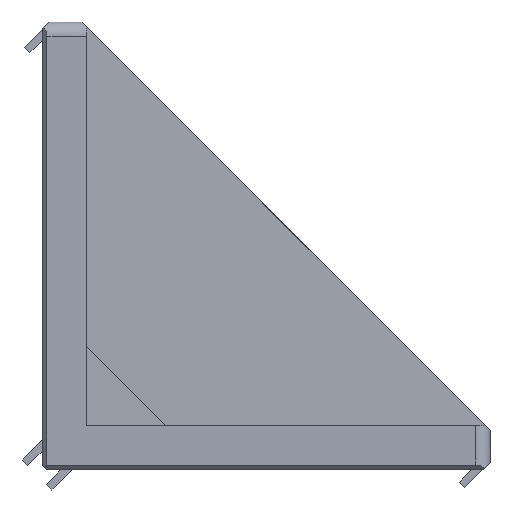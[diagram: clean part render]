
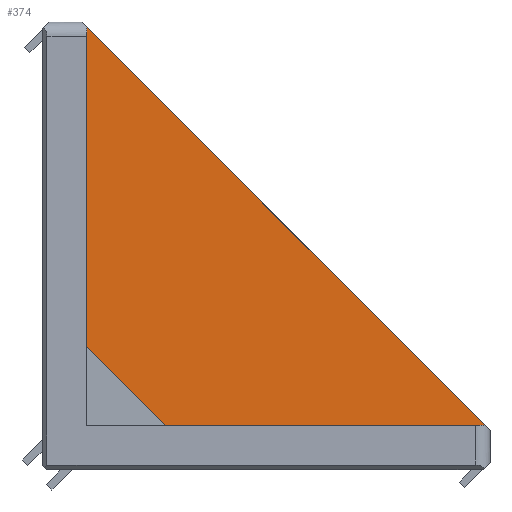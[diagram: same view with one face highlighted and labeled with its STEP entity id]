
A CAD part, left-side view. The second image highlights one B-rep face of the part: STEP entity #374.
In plain terms, the highlighted planar face has unit normal (-1, -0.006, 0.006).
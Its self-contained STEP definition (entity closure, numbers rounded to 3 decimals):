
#374=ADVANCED_FACE('',(#891),#892,.F.);
#891=FACE_OUTER_BOUND('',#1528,.T.);
#892=PLANE('',#1529);
#1528=EDGE_LOOP('',(#2714,#2715,#2716));
#1529=AXIS2_PLACEMENT_3D('',#2717,#2718,#2719);
#2714=ORIENTED_EDGE('',*,*,#4251,.F.);
#2715=ORIENTED_EDGE('',*,*,#4213,.F.);
#2716=ORIENTED_EDGE('',*,*,#3911,.T.);
#2717=CARTESIAN_POINT('',(18.0,-53.45,51.05));
#2718=DIRECTION('',(1.,0.006,-0.006));
#2719=DIRECTION('',(0.0,-0.707,-0.707));
#3911=EDGE_CURVE('',#4720,#4721,#4722,.T.);
#4213=EDGE_CURVE('',#4720,#5219,#5220,.T.);
#4251=EDGE_CURVE('',#5219,#4721,#5271,.T.);
#4720=VERTEX_POINT('',#5886);
#4721=VERTEX_POINT('',#5887);
#4722=LINE('',#5888,#5889);
#5219=VERTEX_POINT('',#6631);
#5220=LINE('',#6632,#6633);
#5271=LINE('',#6705,#6706);
#5886=CARTESIAN_POINT('',(17.472,-9.5,9.5));
#5887=CARTESIAN_POINT('',(18.0,-95.0,9.5));
#5888=CARTESIAN_POINT('',(17.472,-9.5,9.5));
#5889=VECTOR('',#7489,85.502);
#6631=CARTESIAN_POINT('',(18.0,-9.5,95.0));
#6632=CARTESIAN_POINT('',(17.472,-9.5,9.5));
#6633=VECTOR('',#7756,85.502);
#6705=CARTESIAN_POINT('',(18.0,-9.5,95.0));
#6706=VECTOR('',#7790,120.915);
#7489=DIRECTION('',(0.006,-1.,0.0));
#7756=DIRECTION('',(0.006,0.,1.));
#7790=DIRECTION('',(0.,-0.707,-0.707));
